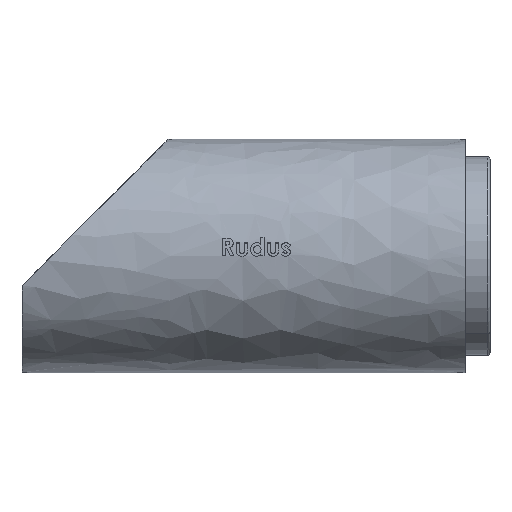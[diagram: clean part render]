
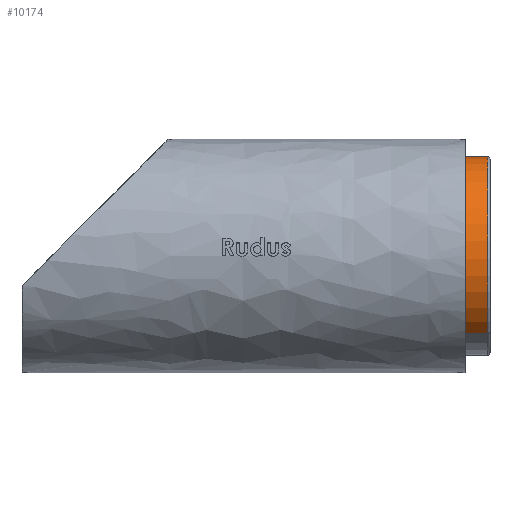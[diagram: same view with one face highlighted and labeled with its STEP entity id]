
A CAD part, front view. The second image highlights one B-rep face of the part: STEP entity #10174.
In plain terms, the highlighted cylindrical face has radius 445 mm (diameter 890 mm), a partial arc.
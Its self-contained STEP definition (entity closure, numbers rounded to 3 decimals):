
#817 = VECTOR ( 'NONE', #21710, 1000. ) ;
#957 = CARTESIAN_POINT ( 'NONE',  ( 0., 0., 1988. ) ) ;
#1047 = EDGE_CURVE ( 'NONE', #8003, #12835, #9320, .T. ) ;
#1165 = LINE ( 'NONE', #8078, #817 ) ;
#1250 = DIRECTION ( 'NONE',  ( -0.782, 0.623, 0. ) ) ;
#1814 = EDGE_LOOP ( 'NONE', ( #13154, #19751, #21609, #15067 ) ) ;
#2846 = DIRECTION ( 'NONE',  ( -0.782, 0.623, 0. ) ) ;
#3931 = CARTESIAN_POINT ( 'NONE',  ( -348.123, 277.192, 2089. ) ) ;
#4249 = DIRECTION ( 'NONE',  ( 0., 0., -1. ) ) ;
#4807 = EDGE_CURVE ( 'NONE', #21910, #8003, #1165, .T. ) ;
#6467 = CARTESIAN_POINT ( 'NONE',  ( 0., 0., 2089. ) ) ;
#8003 = VERTEX_POINT ( 'NONE', #14462 ) ;
#8078 = CARTESIAN_POINT ( 'NONE',  ( -348.123, 277.192, 1988. ) ) ;
#8104 = DIRECTION ( 'NONE',  ( 0., 0., -1. ) ) ;
#8164 = DIRECTION ( 'NONE',  ( 0., 0., -1. ) ) ;
#8200 = DIRECTION ( 'NONE',  ( -0.782, 0.623, 0. ) ) ;
#8508 = EDGE_CURVE ( 'NONE', #16232, #12835, #22176, .T. ) ;
#9320 = CIRCLE ( 'NONE', #22006, 445. ) ;
#10087 = VECTOR ( 'NONE', #8104, 1000. ) ;
#10174 = ADVANCED_FACE ( 'NONE', ( #18201 ), #13305, .T. ) ;
#10804 = AXIS2_PLACEMENT_3D ( 'NONE', #957, #4249, #8200 ) ;
#11610 = AXIS2_PLACEMENT_3D ( 'NONE', #6467, #20100, #2846 ) ;
#11709 = EDGE_CURVE ( 'NONE', #21910, #16232, #12980, .T. ) ;
#12004 = CARTESIAN_POINT ( 'NONE',  ( 0., 0., 1988. ) ) ;
#12835 = VERTEX_POINT ( 'NONE', #20071 ) ;
#12980 = CIRCLE ( 'NONE', #11610, 445. ) ;
#13154 = ORIENTED_EDGE ( 'NONE', *, *, #11709, .T. ) ;
#13305 = CYLINDRICAL_SURFACE ( 'NONE', #10804, 445. ) ;
#14462 = CARTESIAN_POINT ( 'NONE',  ( -348.123, 277.192, 1988. ) ) ;
#14916 = CARTESIAN_POINT ( 'NONE',  ( 348.123, -277.192, 1988. ) ) ;
#15067 = ORIENTED_EDGE ( 'NONE', *, *, #4807, .F. ) ;
#16232 = VERTEX_POINT ( 'NONE', #21897 ) ;
#18201 = FACE_OUTER_BOUND ( 'NONE', #1814, .T. ) ;
#19751 = ORIENTED_EDGE ( 'NONE', *, *, #8508, .T. ) ;
#20071 = CARTESIAN_POINT ( 'NONE',  ( 348.123, -277.192, 1988. ) ) ;
#20100 = DIRECTION ( 'NONE',  ( 0., 0., -1. ) ) ;
#21609 = ORIENTED_EDGE ( 'NONE', *, *, #1047, .F. ) ;
#21710 = DIRECTION ( 'NONE',  ( 0., 0., -1. ) ) ;
#21897 = CARTESIAN_POINT ( 'NONE',  ( 348.123, -277.192, 2089. ) ) ;
#21910 = VERTEX_POINT ( 'NONE', #3931 ) ;
#22006 = AXIS2_PLACEMENT_3D ( 'NONE', #12004, #8164, #1250 ) ;
#22176 = LINE ( 'NONE', #14916, #10087 ) ;
